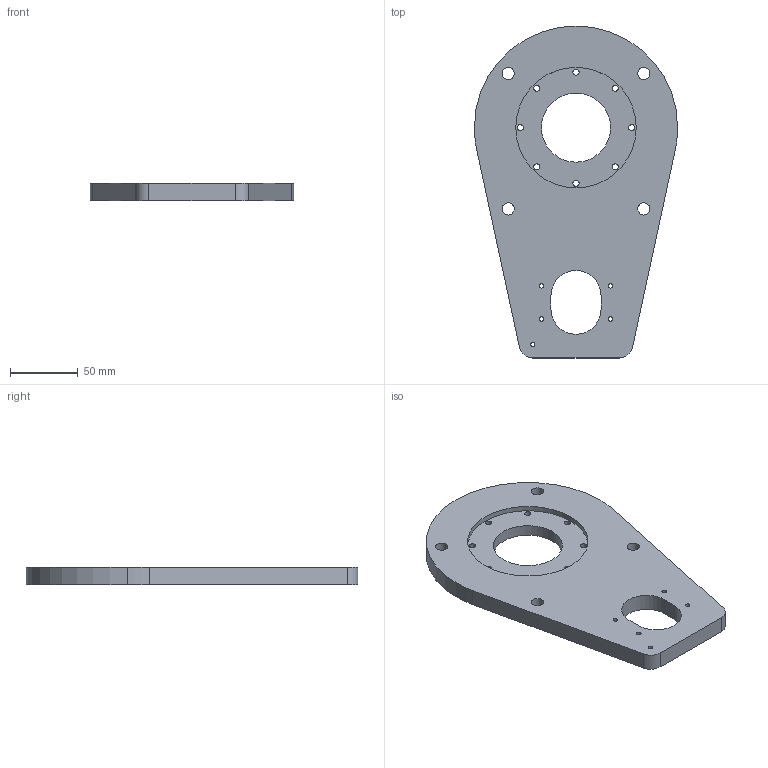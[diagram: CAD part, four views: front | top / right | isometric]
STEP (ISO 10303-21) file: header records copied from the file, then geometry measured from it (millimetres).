
FILE_DESCRIPTION (( 'STEP AP203' ), '1' );
FILE_NAME ('J1 base plate.STEP', '2017-09-18T23:12:01', ( '' ), ( '' ), 'SwSTEP 2.0', 'SolidWorks 2016', '' );
FILE_SCHEMA (( 'CONFIG_CONTROL_DESIGN' ));
Length unit declared in the file: millimetre
Products named in the file (1): J1 base plate
Bounding box: 150 x 245 x 12.7 mm (x, y, z)
Volume: 296637.6 mm3; surface area: 65498.5 mm2
Topology: 1 solids, 1 shells, 77 faces, 198 edges, 132 vertices
Faces by surface type: cylinder 61, plane 16
Entity records: 2567 total; most frequent: DIRECTION 476, CARTESIAN_POINT 408, ORIENTED_EDGE 396, AXIS2_PLACEMENT_3D 200, EDGE_CURVE 198, VERTEX_POINT 132, EDGE_LOOP 124, CIRCLE 122
